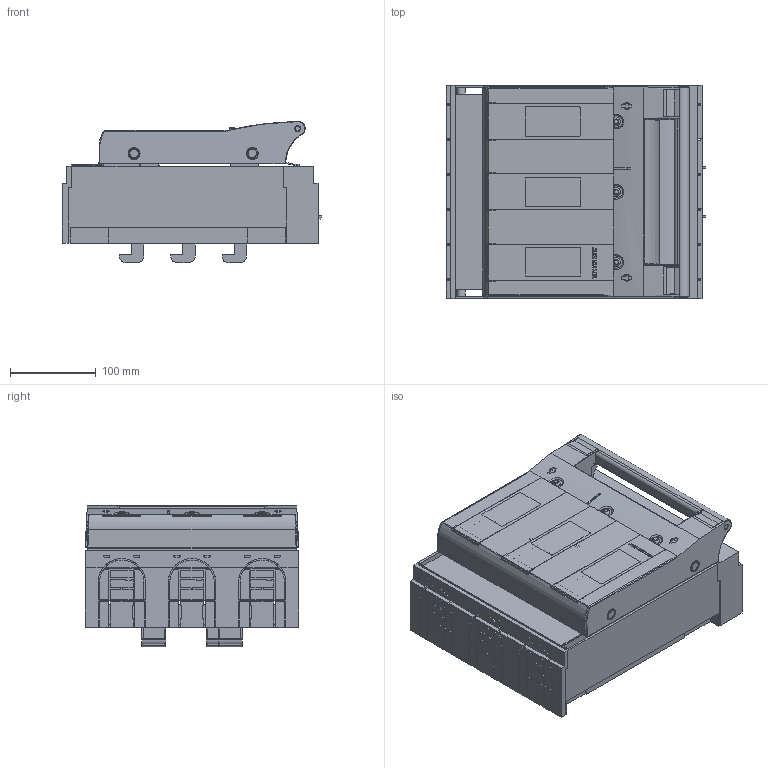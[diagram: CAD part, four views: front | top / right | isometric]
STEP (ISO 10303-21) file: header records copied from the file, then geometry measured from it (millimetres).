
FILE_DESCRIPTION(('CATIA V5 STEP'),'2;1');
FILE_NAME('T0585_L_KETO-3-3_60_Ao.stp','2015-01-29T12:59:21+00:00',('none'),('Jean Müller GmbH'),'CATIA Version 5 Release 19 SP 9 (IN-10)','CATIA V5 STEP AP214','none');
FILE_SCHEMA(('AUTOMOTIVE_DESIGN { 1 0 10303 214 1 1 1 1 }'));
Products named in the file (13): T0585_03_KETO-3-3/60/Ao; 34245_L01_Gehaeuse; 34206_L01_Frontplatte Gr3_3-polig; 34246_L_Schutzabdeckung oben Gr3_3-polig; 34247_L_Schutzabdeckung unten Gr3_3-polig; 158641-01_L_Anschlusslasche Gr3-KETO; 5491_05_Klemmbuegel kpl; 34213_L_SK-Montagehaube; 158647_L_Anschlussschiene L1_Gr3-Trenner; 158648_L_Anschlussschiene L2_Gr3-Trenner; 158649_L_Anschlussschiene L3_Gr3-Trenner; 34208_L01_Scheibe Gr1; 34208_L_Scheibe Gr.1
Assembly tree (17 placements, depth 3):
  T0585_03_KETO-3-3/60/Ao
    34245_L01_Gehaeuse
    34206_L01_Frontplatte Gr3_3-polig
    34246_L_Schutzabdeckung oben Gr3_3-polig
    34247_L_Schutzabdeckung unten Gr3_3-polig
    158641-01_L_Anschlusslasche Gr3-KETO  x3
    5491_05_Klemmbuegel kpl  x3
      34213_L_SK-Montagehaube
    158647_L_Anschlussschiene L1_Gr3-Trenner
    158648_L_Anschlussschiene L2_Gr3-Trenner
    158649_L_Anschlussschiene L3_Gr3-Trenner
    34208_L01_Scheibe Gr1
    34208_L_Scheibe Gr.1  x2
Bounding box: 302.76 x 249.5 x 165.22 mm (x, y, z)
Volume: 3058213 mm3; surface area: 967784.1 mm2
Topology: 55 solids, 62 shells, 2257 faces, 6356 edges, 4243 vertices
Faces by surface type: plane 1701, cylinder 261, bspline 159, extrusion 47, torus 34, cone 33, sphere 22
Entity records: 72994 total; most frequent: CARTESIAN_POINT 23467, ORIENTED_EDGE 11930, DIRECTION 7100, EDGE_CURVE 5965, VECTOR 4483, LINE 4436, VERTEX_POINT 3989, EDGE_LOOP 2234
